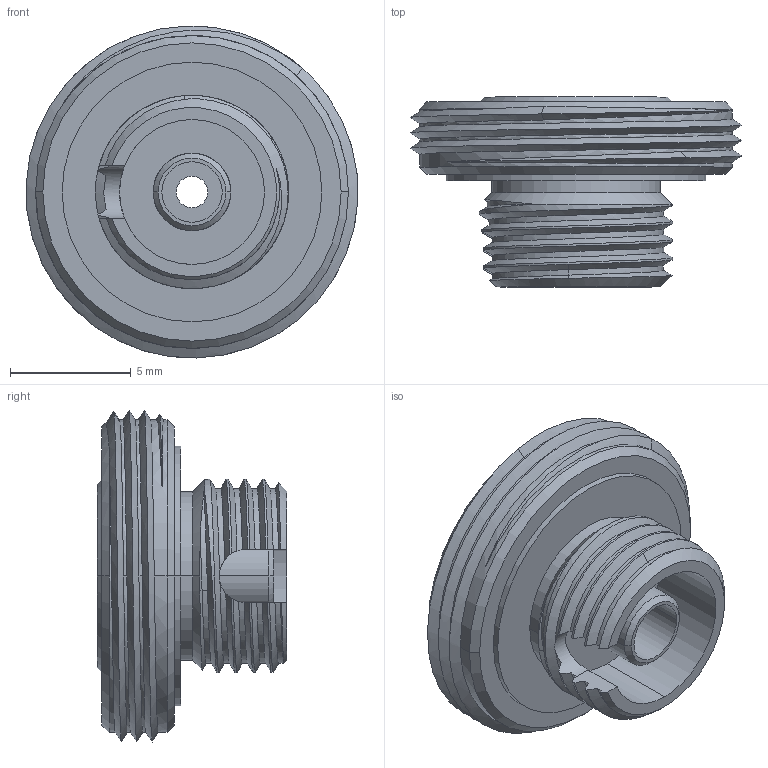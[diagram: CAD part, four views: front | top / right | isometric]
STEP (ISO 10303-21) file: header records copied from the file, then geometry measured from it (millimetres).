
FILE_DESCRIPTION((''),'2;1');
FILE_NAME('SM05-FC25_ASM','2025-06-19T13:56:56',('R&D'),(''),'CREO PARAMETRIC BY PTC INC, 2021063','CREO PARAMETRIC BY PTC INC, 2021063','');
FILE_SCHEMA(('CONFIG_CONTROL_DESIGN'));
Length unit declared in the file: millimetre
Products named in the file (4): FC_A; SM05; 1115FC-A4; SM05-FC25_ASM
Assembly tree (3 placements, depth 2):
  SM05-FC25_ASM
    FC_A
    SM05
    1115FC-A4
Bounding box: 13.74 x 7.86 x 13.74 mm (x, y, z)
Volume: 497.7 mm3; surface area: 1067.4 mm2
Topology: 3 solids, 3 shells, 116 faces, 286 edges, 181 vertices
Faces by surface type: cylinder 42, bspline 38, cone 19, plane 17
Entity records: 9593 total; most frequent: CARTESIAN_POINT 7022, ORIENTED_EDGE 572, DIRECTION 410, EDGE_CURVE 286, VERTEX_POINT 181, AXIS2_PLACEMENT_3D 156, EDGE_LOOP 127, B_SPLINE_CURVE_WITH_KNOTS 117
